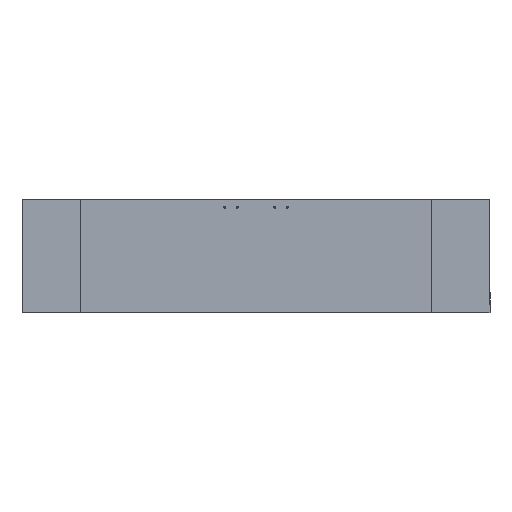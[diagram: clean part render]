
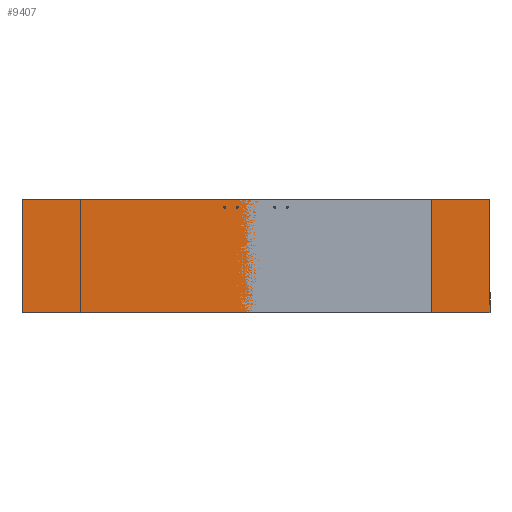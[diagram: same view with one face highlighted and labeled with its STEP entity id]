
A CAD part, top view. The second image highlights one B-rep face of the part: STEP entity #9407.
In plain terms, the highlighted planar face has unit normal (0, 0, 1).
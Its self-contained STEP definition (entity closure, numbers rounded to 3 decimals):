
#1124=FACE_OUTER_BOUND('',#1724,.T.);
#1724=EDGE_LOOP('',(#8435,#8436,#8437,#8438));
#2725=LINE('',#17304,#3750);
#2729=LINE('',#18030,#3754);
#2744=LINE('',#18079,#3769);
#2745=LINE('',#18081,#3770);
#3750=VECTOR('',#12123,10.);
#3754=VECTOR('',#12129,10.);
#3769=VECTOR('',#12186,10.);
#3770=VECTOR('',#12189,10.);
#4606=VERTEX_POINT('',#17301);
#4607=VERTEX_POINT('',#17303);
#4612=VERTEX_POINT('',#18029);
#4625=VERTEX_POINT('',#18077);
#5868=EDGE_CURVE('',#4607,#4606,#2725,.T.);
#5876=EDGE_CURVE('',#4612,#4607,#2729,.T.);
#5899=EDGE_CURVE('',#4606,#4625,#2744,.T.);
#5900=EDGE_CURVE('',#4625,#4612,#2745,.T.);
#8435=ORIENTED_EDGE('',*,*,#5900,.T.);
#8436=ORIENTED_EDGE('',*,*,#5876,.T.);
#8437=ORIENTED_EDGE('',*,*,#5868,.T.);
#8438=ORIENTED_EDGE('',*,*,#5899,.T.);
#8896=PLANE('',#10025);
#9407=ADVANCED_FACE('',(#1124),#8896,.T.);
#10025=AXIS2_PLACEMENT_3D('',#18082,#12190,#12191);
#12123=DIRECTION('',(-1.,0.,0.));
#12129=DIRECTION('',(0.,1.,0.));
#12186=DIRECTION('',(0.,-1.,0.));
#12189=DIRECTION('',(1.,0.,0.));
#12190=DIRECTION('center_axis',(0.,0.,
1.));
#12191=DIRECTION('ref_axis',(1.,0.,0.));
#17301=CARTESIAN_POINT('',(-600.,288.,686.));
#17303=CARTESIAN_POINT('',(600.,288.,686.));
#17304=CARTESIAN_POINT('',(600.,288.,686.));
#18029=CARTESIAN_POINT('',(600.,-3.,686.));
#18030=CARTESIAN_POINT('',(600.,-3.,686.));
#18077=CARTESIAN_POINT('',(-600.,-3.,686.));
#18079=CARTESIAN_POINT('',(-600.,288.,686.));
#18081=CARTESIAN_POINT('',(-600.,-3.,686.));
#18082=CARTESIAN_POINT('Origin',(0.,235.735,686.));
